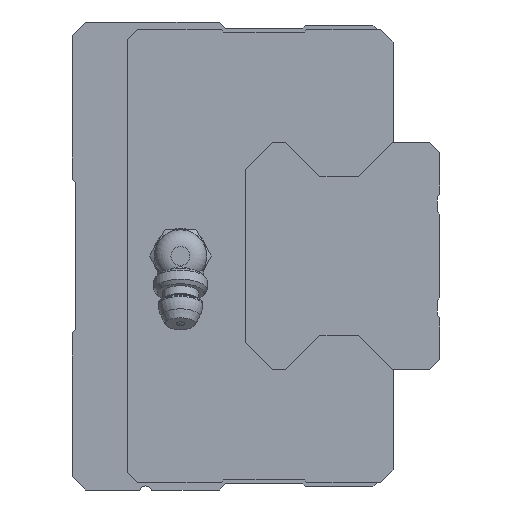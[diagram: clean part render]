
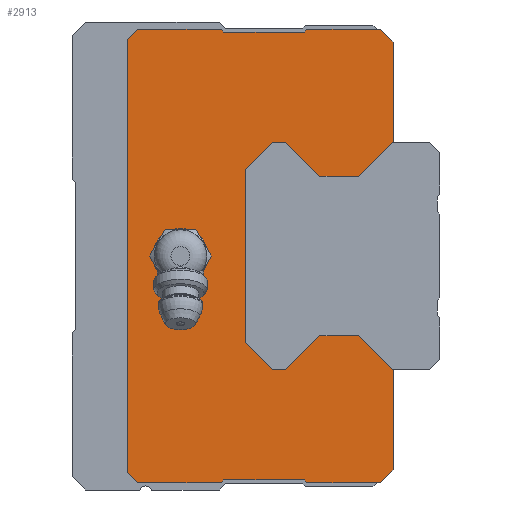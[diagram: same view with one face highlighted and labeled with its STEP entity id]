
A CAD part, left-side view. The second image highlights one B-rep face of the part: STEP entity #2913.
In plain terms, the highlighted planar face has unit normal (-1, 0, 0).
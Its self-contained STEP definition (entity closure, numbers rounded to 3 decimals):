
#602=ORIENTED_EDGE('',*,*,#1153,.F.);
#603=ORIENTED_EDGE('',*,*,#1188,.F.);
#604=ORIENTED_EDGE('',*,*,#1186,.F.);
#605=ORIENTED_EDGE('',*,*,#1184,.F.);
#606=ORIENTED_EDGE('',*,*,#1182,.F.);
#607=ORIENTED_EDGE('',*,*,#1180,.F.);
#608=ORIENTED_EDGE('',*,*,#1178,.F.);
#609=ORIENTED_EDGE('',*,*,#1176,.F.);
#610=ORIENTED_EDGE('',*,*,#1174,.F.);
#611=ORIENTED_EDGE('',*,*,#1172,.F.);
#612=ORIENTED_EDGE('',*,*,#1170,.F.);
#613=ORIENTED_EDGE('',*,*,#1168,.F.);
#614=ORIENTED_EDGE('',*,*,#1166,.F.);
#615=ORIENTED_EDGE('',*,*,#1164,.F.);
#616=ORIENTED_EDGE('',*,*,#1162,.F.);
#617=ORIENTED_EDGE('',*,*,#1160,.F.);
#618=ORIENTED_EDGE('',*,*,#1034,.F.);
#619=ORIENTED_EDGE('',*,*,#1031,.F.);
#620=ORIENTED_EDGE('',*,*,#1028,.F.);
#621=ORIENTED_EDGE('',*,*,#1025,.F.);
#622=ORIENTED_EDGE('',*,*,#1022,.F.);
#623=ORIENTED_EDGE('',*,*,#1019,.F.);
#624=ORIENTED_EDGE('',*,*,#1016,.F.);
#625=ORIENTED_EDGE('',*,*,#1013,.F.);
#626=ORIENTED_EDGE('',*,*,#1010,.F.);
#627=ORIENTED_EDGE('',*,*,#1007,.F.);
#628=ORIENTED_EDGE('',*,*,#1002,.F.);
#629=ORIENTED_EDGE('',*,*,#1159,.F.);
#630=ORIENTED_EDGE('',*,*,#1157,.F.);
#631=ORIENTED_EDGE('',*,*,#1155,.F.);
#632=ORIENTED_EDGE('',*,*,#1189,.T.);
#633=ORIENTED_EDGE('',*,*,#1190,.T.);
#634=ORIENTED_EDGE('',*,*,#1191,.T.);
#635=ORIENTED_EDGE('',*,*,#1192,.T.);
#636=ORIENTED_EDGE('',*,*,#1193,.T.);
#637=ORIENTED_EDGE('',*,*,#1194,.T.);
#1002=EDGE_CURVE('',#1392,#1393,#1668,.T.);
#1007=EDGE_CURVE('',#1393,#1397,#1673,.T.);
#1010=EDGE_CURVE('',#1397,#1399,#1676,.T.);
#1013=EDGE_CURVE('',#1399,#1401,#1679,.T.);
#1016=EDGE_CURVE('',#1401,#1403,#1682,.T.);
#1019=EDGE_CURVE('',#1403,#1405,#1685,.T.);
#1022=EDGE_CURVE('',#1405,#1407,#1688,.T.);
#1025=EDGE_CURVE('',#1407,#1409,#1691,.T.);
#1028=EDGE_CURVE('',#1409,#1411,#1694,.T.);
#1031=EDGE_CURVE('',#1411,#1413,#1697,.T.);
#1034=EDGE_CURVE('',#1413,#1415,#1700,.T.);
#1153=EDGE_CURVE('',#1492,#1493,#1805,.T.);
#1155=EDGE_CURVE('',#1493,#1494,#1807,.T.);
#1157=EDGE_CURVE('',#1494,#1495,#1809,.T.);
#1159=EDGE_CURVE('',#1495,#1392,#1811,.T.);
#1160=EDGE_CURVE('',#1415,#1496,#1812,.T.);
#1162=EDGE_CURVE('',#1496,#1497,#1814,.T.);
#1164=EDGE_CURVE('',#1497,#1498,#1816,.T.);
#1166=EDGE_CURVE('',#1498,#1499,#1818,.T.);
#1168=EDGE_CURVE('',#1499,#1500,#1820,.T.);
#1170=EDGE_CURVE('',#1500,#1501,#1822,.T.);
#1172=EDGE_CURVE('',#1501,#1502,#1824,.T.);
#1174=EDGE_CURVE('',#1502,#1503,#1826,.T.);
#1176=EDGE_CURVE('',#1503,#1504,#1828,.T.);
#1178=EDGE_CURVE('',#1504,#1505,#1830,.T.);
#1180=EDGE_CURVE('',#1505,#1506,#1832,.T.);
#1182=EDGE_CURVE('',#1506,#1507,#1834,.T.);
#1184=EDGE_CURVE('',#1507,#1508,#1836,.T.);
#1186=EDGE_CURVE('',#1508,#1509,#1838,.T.);
#1188=EDGE_CURVE('',#1509,#1492,#1840,.T.);
#1189=EDGE_CURVE('',#1510,#1511,#1841,.T.);
#1190=EDGE_CURVE('',#1511,#1512,#1842,.T.);
#1191=EDGE_CURVE('',#1512,#1513,#1843,.T.);
#1192=EDGE_CURVE('',#1513,#1514,#1844,.T.);
#1193=EDGE_CURVE('',#1514,#1515,#1845,.T.);
#1194=EDGE_CURVE('',#1515,#1510,#1846,.T.);
#1392=VERTEX_POINT('',#4164);
#1393=VERTEX_POINT('',#4166);
#1397=VERTEX_POINT('',#4176);
#1399=VERTEX_POINT('',#4182);
#1401=VERTEX_POINT('',#4188);
#1403=VERTEX_POINT('',#4194);
#1405=VERTEX_POINT('',#4200);
#1407=VERTEX_POINT('',#4206);
#1409=VERTEX_POINT('',#4212);
#1411=VERTEX_POINT('',#4218);
#1413=VERTEX_POINT('',#4224);
#1415=VERTEX_POINT('',#4230);
#1492=VERTEX_POINT('',#4478);
#1493=VERTEX_POINT('',#4480);
#1494=VERTEX_POINT('',#4484);
#1495=VERTEX_POINT('',#4488);
#1496=VERTEX_POINT('',#4494);
#1497=VERTEX_POINT('',#4498);
#1498=VERTEX_POINT('',#4502);
#1499=VERTEX_POINT('',#4506);
#1500=VERTEX_POINT('',#4510);
#1501=VERTEX_POINT('',#4514);
#1502=VERTEX_POINT('',#4518);
#1503=VERTEX_POINT('',#4522);
#1504=VERTEX_POINT('',#4526);
#1505=VERTEX_POINT('',#4530);
#1506=VERTEX_POINT('',#4534);
#1507=VERTEX_POINT('',#4538);
#1508=VERTEX_POINT('',#4542);
#1509=VERTEX_POINT('',#4546);
#1510=VERTEX_POINT('',#4552);
#1511=VERTEX_POINT('',#4553);
#1512=VERTEX_POINT('',#4555);
#1513=VERTEX_POINT('',#4557);
#1514=VERTEX_POINT('',#4559);
#1515=VERTEX_POINT('',#4561);
#1668=LINE('',#4165,#2004);
#1673=LINE('',#4175,#2009);
#1676=LINE('',#4181,#2012);
#1679=LINE('',#4187,#2015);
#1682=LINE('',#4193,#2018);
#1685=LINE('',#4199,#2021);
#1688=LINE('',#4205,#2024);
#1691=LINE('',#4211,#2027);
#1694=LINE('',#4217,#2030);
#1697=LINE('',#4223,#2033);
#1700=LINE('',#4229,#2036);
#1805=LINE('',#4479,#2141);
#1807=LINE('',#4483,#2143);
#1809=LINE('',#4487,#2145);
#1811=LINE('',#4491,#2147);
#1812=LINE('',#4493,#2148);
#1814=LINE('',#4497,#2150);
#1816=LINE('',#4501,#2152);
#1818=LINE('',#4505,#2154);
#1820=LINE('',#4509,#2156);
#1822=LINE('',#4513,#2158);
#1824=LINE('',#4517,#2160);
#1826=LINE('',#4521,#2162);
#1828=LINE('',#4525,#2164);
#1830=LINE('',#4529,#2166);
#1832=LINE('',#4533,#2168);
#1834=LINE('',#4537,#2170);
#1836=LINE('',#4541,#2172);
#1838=LINE('',#4545,#2174);
#1840=LINE('',#4549,#2176);
#1841=LINE('',#4551,#2177);
#1842=LINE('',#4554,#2178);
#1843=LINE('',#4556,#2179);
#1844=LINE('',#4558,#2180);
#1845=LINE('',#4560,#2181);
#1846=LINE('',#4562,#2182);
#2004=VECTOR('',#3321,1000.);
#2009=VECTOR('',#3328,1000.);
#2012=VECTOR('',#3333,1000.);
#2015=VECTOR('',#3338,1000.);
#2018=VECTOR('',#3343,1000.);
#2021=VECTOR('',#3348,1000.);
#2024=VECTOR('',#3353,1000.);
#2027=VECTOR('',#3358,1000.);
#2030=VECTOR('',#3363,1000.);
#2033=VECTOR('',#3368,1000.);
#2036=VECTOR('',#3373,1000.);
#2141=VECTOR('',#3612,1000.);
#2143=VECTOR('',#3616,1000.);
#2145=VECTOR('',#3620,1000.);
#2147=VECTOR('',#3624,1000.);
#2148=VECTOR('',#3627,1000.);
#2150=VECTOR('',#3631,1000.);
#2152=VECTOR('',#3635,1000.);
#2154=VECTOR('',#3639,1000.);
#2156=VECTOR('',#3643,1000.);
#2158=VECTOR('',#3647,1000.);
#2160=VECTOR('',#3651,1000.);
#2162=VECTOR('',#3655,1000.);
#2164=VECTOR('',#3659,1000.);
#2166=VECTOR('',#3663,1000.);
#2168=VECTOR('',#3667,1000.);
#2170=VECTOR('',#3671,1000.);
#2172=VECTOR('',#3675,1000.);
#2174=VECTOR('',#3679,1000.);
#2176=VECTOR('',#3683,1000.);
#2177=VECTOR('',#3686,1000.);
#2178=VECTOR('',#3687,1000.);
#2179=VECTOR('',#3688,1000.);
#2180=VECTOR('',#3689,1000.);
#2181=VECTOR('',#3690,1000.);
#2182=VECTOR('',#3691,1000.);
#2389=EDGE_LOOP('',(#602,#603,#604,#605,#606,#607,#608,#609,#610,#611,#612,
#613,#614,#615,#616,#617,#618,#619,#620,#621,#622,#623,#624,#625,#626,#627,
#628,#629,#630,#631));
#2390=EDGE_LOOP('',(#632,#633,#634,#635,#636,#637));
#2592=FACE_BOUND('',#2389,.T.);
#2593=FACE_BOUND('',#2390,.T.);
#2768=PLANE('',#3123);
#2913=ADVANCED_FACE('',(#2592,#2593),#2768,.F.);
#3123=AXIS2_PLACEMENT_3D('',#4550,#3684,#3685);
#3321=DIRECTION('',(0.,0.707,-0.707));
#3328=DIRECTION('',(0.,1.,0.));
#3333=DIRECTION('',(0.,0.707,0.707));
#3338=DIRECTION('',(0.,1.,0.));
#3343=DIRECTION('',(0.,0.702,-0.712));
#3348=DIRECTION('',(0.,0.,-1.));
#3353=DIRECTION('',(0.,-0.702,-0.712));
#3358=DIRECTION('',(0.,-1.,0.));
#3363=DIRECTION('',(0.,-0.707,0.707));
#3368=DIRECTION('',(0.,-1.,0.));
#3373=DIRECTION('',(0.,-0.707,-0.707));
#3612=DIRECTION('',(0.,-1.,0.));
#3616=DIRECTION('',(0.,-0.707,-0.707));
#3620=DIRECTION('',(0.,0.,-1.));
#3624=DIRECTION('',(0.,1.,0.));
#3627=DIRECTION('',(0.,-1.,0.));
#3631=DIRECTION('',(0.,0.,-1.));
#3635=DIRECTION('',(0.,0.707,-0.707));
#3639=DIRECTION('',(0.,1.,0.));
#3643=DIRECTION('',(0.,0.707,0.707));
#3647=DIRECTION('',(0.,1.,0.));
#3651=DIRECTION('',(0.,0.707,-0.707));
#3655=DIRECTION('',(0.,1.,0.));
#3659=DIRECTION('',(0.,0.707,0.707));
#3663=DIRECTION('',(0.,0.,1.));
#3667=DIRECTION('',(0.,-0.707,0.707));
#3671=DIRECTION('',(0.,-1.,0.));
#3675=DIRECTION('',(0.,-0.707,-0.707));
#3679=DIRECTION('',(0.,-1.,0.));
#3683=DIRECTION('',(0.,-0.707,0.707));
#3684=DIRECTION('',(1.,0.,0.));
#3685=DIRECTION('',(0.,0.,-1.));
#3686=DIRECTION('',(0.,1.,0.));
#3687=DIRECTION('',(0.,0.5,0.866));
#3688=DIRECTION('',(0.,-0.5,0.866));
#3689=DIRECTION('',(0.,-1.,0.));
#3690=DIRECTION('',(0.,-0.5,-0.866));
#3691=DIRECTION('',(0.,0.5,-0.866));
#4164=CARTESIAN_POINT('',(-67.2,-47.87,17.));
#4165=CARTESIAN_POINT('',(-67.2,-47.87,17.));
#4166=CARTESIAN_POINT('',(-67.2,-42.77,11.9));
#4175=CARTESIAN_POINT('',(-67.2,-42.77,11.9));
#4176=CARTESIAN_POINT('',(-67.2,-37.07,11.9));
#4181=CARTESIAN_POINT('',(-67.2,-37.07,11.9));
#4182=CARTESIAN_POINT('',(-67.2,-31.97,17.));
#4187=CARTESIAN_POINT('',(-67.2,-31.97,17.));
#4188=CARTESIAN_POINT('',(-67.2,-30.,17.));
#4193=CARTESIAN_POINT('',(-67.2,-30.,17.));
#4194=CARTESIAN_POINT('',(-67.2,-26.,12.94));
#4199=CARTESIAN_POINT('',(-67.2,-26.,12.94));
#4200=CARTESIAN_POINT('',(-67.2,-26.,-12.94));
#4205=CARTESIAN_POINT('',(-67.2,-26.,-12.94));
#4206=CARTESIAN_POINT('',(-67.2,-30.,-17.));
#4211=CARTESIAN_POINT('',(-67.2,-30.,-17.));
#4212=CARTESIAN_POINT('',(-67.2,-31.97,-17.));
#4217=CARTESIAN_POINT('',(-67.2,-31.97,-17.));
#4218=CARTESIAN_POINT('',(-67.2,-37.07,-11.9));
#4223=CARTESIAN_POINT('',(-67.2,-37.07,-11.9));
#4224=CARTESIAN_POINT('',(-67.2,-42.77,-11.9));
#4229=CARTESIAN_POINT('',(-67.2,-42.77,-11.9));
#4230=CARTESIAN_POINT('',(-67.2,-47.87,-17.));
#4478=CARTESIAN_POINT('',(-67.2,-35.1,33.9));
#4479=CARTESIAN_POINT('',(-67.2,-35.1,33.9));
#4480=CARTESIAN_POINT('',(-67.2,-46.1,33.9));
#4483=CARTESIAN_POINT('',(-67.2,-46.1,33.9));
#4484=CARTESIAN_POINT('',(-67.2,-48.,32.));
#4487=CARTESIAN_POINT('',(-67.2,-48.,32.));
#4488=CARTESIAN_POINT('',(-67.2,-48.,17.));
#4491=CARTESIAN_POINT('',(-67.2,-48.,17.));
#4493=CARTESIAN_POINT('',(-67.2,-47.87,-17.));
#4494=CARTESIAN_POINT('',(-67.2,-48.,-17.));
#4497=CARTESIAN_POINT('',(-67.2,-48.,-17.));
#4498=CARTESIAN_POINT('',(-67.2,-48.,-32.));
#4501=CARTESIAN_POINT('',(-67.2,-48.,-32.));
#4502=CARTESIAN_POINT('',(-67.2,-46.1,-33.9));
#4505=CARTESIAN_POINT('',(-67.2,-46.1,-33.9));
#4506=CARTESIAN_POINT('',(-67.2,-35.1,-33.9));
#4509=CARTESIAN_POINT('',(-67.2,-35.1,-33.9));
#4510=CARTESIAN_POINT('',(-67.2,-34.7,-33.5));
#4513=CARTESIAN_POINT('',(-67.2,-34.7,-33.5));
#4514=CARTESIAN_POINT('',(-67.2,-22.7,-33.5));
#4517=CARTESIAN_POINT('',(-67.2,-22.7,-33.5));
#4518=CARTESIAN_POINT('',(-67.2,-22.3,-33.9));
#4521=CARTESIAN_POINT('',(-67.2,-22.3,-33.9));
#4522=CARTESIAN_POINT('',(-67.2,-9.8,-33.9));
#4525=CARTESIAN_POINT('',(-67.2,-9.8,-33.9));
#4526=CARTESIAN_POINT('',(-67.2,-8.3,-32.4));
#4529=CARTESIAN_POINT('',(-67.2,-8.3,-32.4));
#4530=CARTESIAN_POINT('',(-67.2,-8.3,32.4));
#4533=CARTESIAN_POINT('',(-67.2,-8.3,32.4));
#4534=CARTESIAN_POINT('',(-67.2,-9.8,33.9));
#4537=CARTESIAN_POINT('',(-67.2,-9.8,33.9));
#4538=CARTESIAN_POINT('',(-67.2,-22.3,33.9));
#4541=CARTESIAN_POINT('',(-67.2,-22.3,33.9));
#4542=CARTESIAN_POINT('',(-67.2,-22.7,33.5));
#4545=CARTESIAN_POINT('',(-67.2,-22.7,33.5));
#4546=CARTESIAN_POINT('',(-67.2,-34.7,33.5));
#4549=CARTESIAN_POINT('',(-67.2,-34.7,33.5));
#4550=CARTESIAN_POINT('',(-67.2,0.,0.));
#4551=CARTESIAN_POINT('',(-67.2,-18.509,-4.));
#4552=CARTESIAN_POINT('',(-67.2,-18.509,-4.));
#4553=CARTESIAN_POINT('',(-67.2,-13.891,-4.));
#4554=CARTESIAN_POINT('',(-67.2,-13.891,-4.));
#4555=CARTESIAN_POINT('',(-67.2,-11.581,0.));
#4556=CARTESIAN_POINT('',(-67.2,-11.581,0.));
#4557=CARTESIAN_POINT('',(-67.2,-13.891,4.));
#4558=CARTESIAN_POINT('',(-67.2,-13.891,4.));
#4559=CARTESIAN_POINT('',(-67.2,-18.509,4.));
#4560=CARTESIAN_POINT('',(-67.2,-18.509,4.));
#4561=CARTESIAN_POINT('',(-67.2,-20.819,0.));
#4562=CARTESIAN_POINT('',(-67.2,-20.819,0.));
